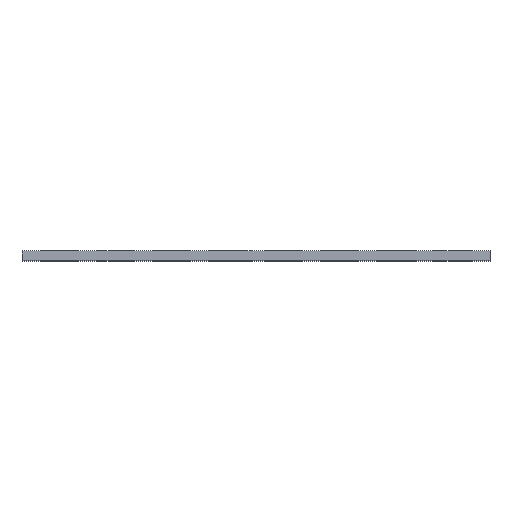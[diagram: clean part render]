
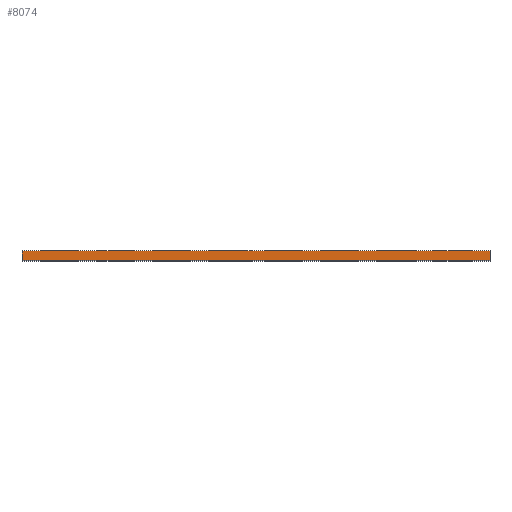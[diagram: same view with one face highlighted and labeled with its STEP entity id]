
A CAD part, top view. The second image highlights one B-rep face of the part: STEP entity #8074.
In plain terms, the highlighted planar face has unit normal (0, 0, 1).
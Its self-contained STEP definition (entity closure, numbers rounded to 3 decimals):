
#8009=CARTESIAN_POINT('',(0.0,0.0,100.0));
#8010=VERTEX_POINT('',#8009);
#8027=CARTESIAN_POINT('',(0.0,2.0,100.0));
#8028=VERTEX_POINT('',#8027);
#8035=CARTESIAN_POINT('',(0.0,0.0,100.0));
#8036=DIRECTION('',(0.0,1.0,0.0));
#8037=VECTOR('',#8036,2.0);
#8038=LINE('',#8035,#8037);
#8039=EDGE_CURVE('',#8010,#8028,#8038,.T.);
#8044=CARTESIAN_POINT('',(-100.0,0.0,100.0));
#8045=DIRECTION('',(0.0,0.0,1.0));
#8046=DIRECTION('',(1.0,0.0,0.0));
#8047=AXIS2_PLACEMENT_3D('',#8044,#8045,#8046);
#8048=PLANE('',#8047);
#8049=CARTESIAN_POINT('',(-100.0,0.0,100.0));
#8050=VERTEX_POINT('',#8049);
#8051=CARTESIAN_POINT('',(-100.0,0.0,100.0));
#8052=DIRECTION('',(1.0,0.0,0.0));
#8053=VECTOR('',#8052,100.0);
#8054=LINE('',#8051,#8053);
#8055=EDGE_CURVE('',#8050,#8010,#8054,.T.);
#8056=ORIENTED_EDGE('',*,*,#8055,.T.);
#8057=ORIENTED_EDGE('',*,*,#8039,.T.);
#8058=CARTESIAN_POINT('',(-100.0,2.0,100.0));
#8059=VERTEX_POINT('',#8058);
#8060=CARTESIAN_POINT('',(-100.0,2.0,100.0));
#8061=DIRECTION('',(1.0,0.0,0.0));
#8062=VECTOR('',#8061,100.0);
#8063=LINE('',#8060,#8062);
#8064=EDGE_CURVE('',#8059,#8028,#8063,.T.);
#8065=ORIENTED_EDGE('',*,*,#8064,.F.);
#8066=CARTESIAN_POINT('',(-100.0,0.0,100.0));
#8067=DIRECTION('',(0.0,1.0,0.0));
#8068=VECTOR('',#8067,2.0);
#8069=LINE('',#8066,#8068);
#8070=EDGE_CURVE('',#8050,#8059,#8069,.T.);
#8071=ORIENTED_EDGE('',*,*,#8070,.F.);
#8072=EDGE_LOOP('',(#8056,#8057,#8065,#8071));
#8073=FACE_OUTER_BOUND('',#8072,.T.);
#8074=ADVANCED_FACE('',(#8073),#8048,.T.);
